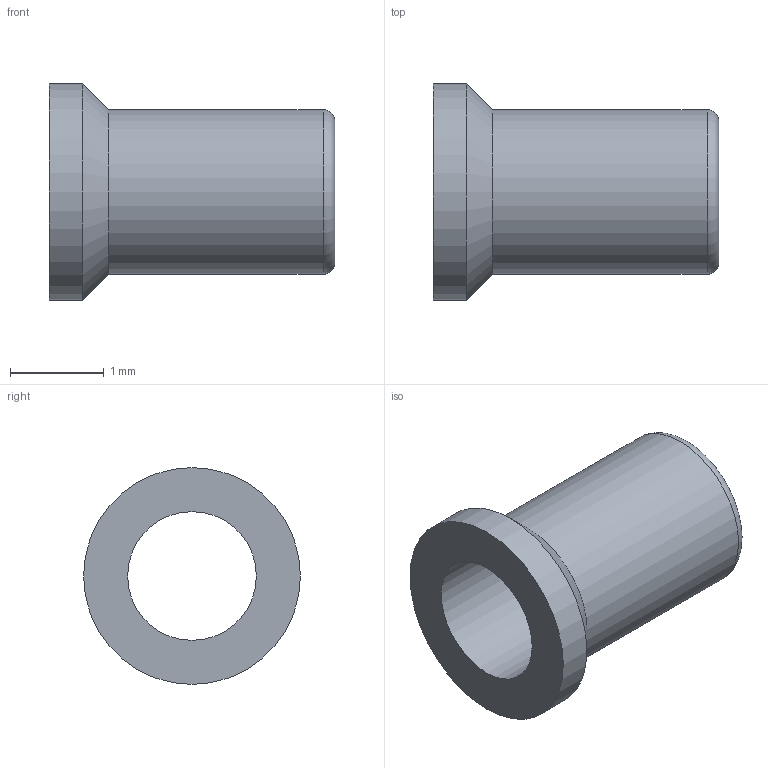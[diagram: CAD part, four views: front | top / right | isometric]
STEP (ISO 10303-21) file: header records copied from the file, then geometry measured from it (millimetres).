
FILE_DESCRIPTION(/* description */ (''),/* implementation_level */ '2;1');
FILE_NAME(/* name */ '7406-0-15-15-18-27-10-0.step',/* time_stamp */ '2022-06-10T22:31:27-04:00',/* author */ (''),/* organization */ (''),/* preprocessor_version */ 'ST-DEVELOPER v19',/* originating_system */ 'Autodesk Translation Framework v11.7.0.108',/* authorisation */ '');
FILE_SCHEMA (('AUTOMOTIVE_DESIGN { 1 0 10303 214 3 1 1 }'));
Length unit declared in the file: inch
Products named in the file (1): 7406-0-15-15-18-27-10-0
Bounding box: 3.05 x 2.31 x 2.31 mm (x, y, z)
Volume: 3.7 mm3; surface area: 34.9 mm2
Topology: 1 solids, 1 shells, 7 faces, 12 edges, 7 vertices
Faces by surface type: cylinder 3, plane 2, cone 1, torus 1
Full cylindrical faces by diameter (mm): 1.372 x1, 1.753 x1, 2.311 x1
Entity records: 216 total; most frequent: DIRECTION 36, CARTESIAN_POINT 27, ORIENTED_EDGE 24, AXIS2_PLACEMENT_3D 16, EDGE_CURVE 12, EDGE_LOOP 9, CIRCLE 8, FACE_OUTER_BOUND 7
